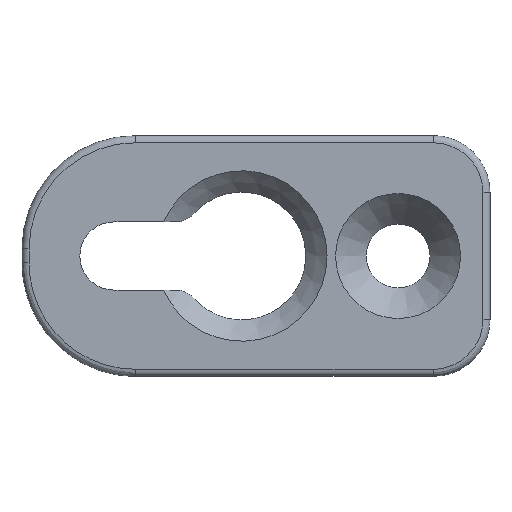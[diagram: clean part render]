
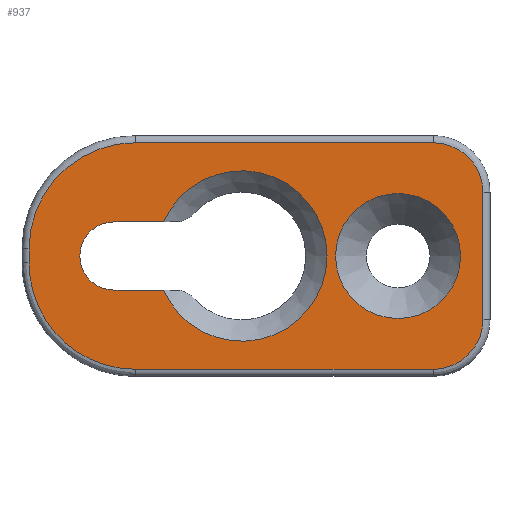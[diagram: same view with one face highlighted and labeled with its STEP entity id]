
A CAD part, front view. The second image highlights one B-rep face of the part: STEP entity #937.
In plain terms, the highlighted planar face has unit normal (0, -1, 0).
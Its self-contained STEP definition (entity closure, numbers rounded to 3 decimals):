
#27=FACE_BOUND('',#321,.T.);
#28=FACE_BOUND('',#322,.T.);
#71=ELLIPSE('',#1037,7.521,7.5);
#73=ELLIPSE('',#1042,3.51,3.5);
#75=ELLIPSE('',#1047,3.51,3.5);
#93=LINE('',#1428,#153);
#107=LINE('',#1528,#167);
#123=LINE('',#1674,#183);
#124=LINE('',#1714,#184);
#126=LINE('',#1749,#186);
#128=LINE('',#1782,#188);
#153=VECTOR('',#1111,10.);
#167=VECTOR('',#1163,10.);
#183=VECTOR('',#1245,10.);
#184=VECTOR('',#1256,10.);
#186=VECTOR('',#1268,10.);
#188=VECTOR('',#1278,10.);
#219=PLANE('',#1055);
#261=FACE_OUTER_BOUND('',#320,.T.);
#320=EDGE_LOOP('',(#791,#792,#793,#794,#795,#796,#797,#798));
#321=EDGE_LOOP('',(#799,#800,#801,#802));
#322=EDGE_LOOP('',(#803,#804));
#345=CIRCLE('',#980,6.);
#373=CIRCLE('',#1051,7.473);
#374=CIRCLE('',#1056,2.4);
#375=CIRCLE('',#1057,4.4);
#376=CIRCLE('',#1058,4.4);
#393=VERTEX_POINT('',#1394);
#395=VERTEX_POINT('',#1399);
#403=VERTEX_POINT('',#1426);
#430=VERTEX_POINT('',#1527);
#446=VERTEX_POINT('',#1670);
#447=VERTEX_POINT('',#1672);
#449=VERTEX_POINT('',#1706);
#451=VERTEX_POINT('',#1712);
#453=VERTEX_POINT('',#1742);
#454=VERTEX_POINT('',#1747);
#455=VERTEX_POINT('',#1776);
#456=VERTEX_POINT('',#1780);
#457=VERTEX_POINT('',#1793);
#458=VERTEX_POINT('',#1794);
#480=EDGE_CURVE('',#395,#393,#345,.T.);
#490=EDGE_CURVE('',#393,#403,#93,.T.);
#522=EDGE_CURVE('',#430,#395,#107,.T.);
#557=EDGE_CURVE('',#447,#446,#123,.T.);
#559=EDGE_CURVE('',#449,#447,#71,.T.);
#562=EDGE_CURVE('',#451,#449,#124,.T.);
#565=EDGE_CURVE('',#453,#451,#73,.T.);
#568=EDGE_CURVE('',#454,#453,#126,.T.);
#571=EDGE_CURVE('',#455,#454,#75,.T.);
#573=EDGE_CURVE('',#456,#455,#128,.T.);
#574=EDGE_CURVE('',#446,#456,#373,.T.);
#578=EDGE_CURVE('',#403,#430,#374,.T.);
#579=EDGE_CURVE('',#457,#458,#375,.T.);
#580=EDGE_CURVE('',#458,#457,#376,.T.);
#791=ORIENTED_EDGE('',*,*,#557,.F.);
#792=ORIENTED_EDGE('',*,*,#559,.F.);
#793=ORIENTED_EDGE('',*,*,#562,.F.);
#794=ORIENTED_EDGE('',*,*,#565,.F.);
#795=ORIENTED_EDGE('',*,*,#568,.F.);
#796=ORIENTED_EDGE('',*,*,#571,.F.);
#797=ORIENTED_EDGE('',*,*,#573,.F.);
#798=ORIENTED_EDGE('',*,*,#574,.F.);
#799=ORIENTED_EDGE('',*,*,#480,.T.);
#800=ORIENTED_EDGE('',*,*,#490,.T.);
#801=ORIENTED_EDGE('',*,*,#578,.T.);
#802=ORIENTED_EDGE('',*,*,#522,.T.);
#803=ORIENTED_EDGE('',*,*,#579,.T.);
#804=ORIENTED_EDGE('',*,*,#580,.T.);
#937=ADVANCED_FACE('',(#261,#27,#28),#219,.T.);
#980=AXIS2_PLACEMENT_3D('',#1400,#1100,#1101);
#1037=AXIS2_PLACEMENT_3D('',#1708,#1248,#1249);
#1042=AXIS2_PLACEMENT_3D('',#1744,#1260,#1261);
#1047=AXIS2_PLACEMENT_3D('',#1778,#1272,#1273);
#1051=AXIS2_PLACEMENT_3D('',#1784,#1281,#1282);
#1055=AXIS2_PLACEMENT_3D('',#1791,#1292,#1293);
#1056=AXIS2_PLACEMENT_3D('',#1792,#1294,#1295);
#1057=AXIS2_PLACEMENT_3D('',#1795,#1296,#1297);
#1058=AXIS2_PLACEMENT_3D('',#1796,#1298,#1299);
#1100=DIRECTION('center_axis',(0.,1.,0.));
#1101=DIRECTION('ref_axis',(1.,0.,0.));
#1111=DIRECTION('',(-1.,0.,0.));
#1163=DIRECTION('',(1.,0.,0.));
#1245=DIRECTION('',(0.,0.,1.));
#1248=DIRECTION('center_axis',(0.,1.,0.));
#1249=DIRECTION('ref_axis',(-0.707,0.,-0.707));
#1256=DIRECTION('',(-1.,0.,0.));
#1260=DIRECTION('center_axis',(0.,1.,0.));
#1261=DIRECTION('ref_axis',(0.707,0.,-0.707));
#1268=DIRECTION('',(0.,0.,-1.));
#1272=DIRECTION('center_axis',(0.,1.,0.));
#1273=DIRECTION('ref_axis',(0.707,0.,0.707));
#1278=DIRECTION('',(1.,0.,0.));
#1281=DIRECTION('center_axis',(0.,1.,0.));
#1282=DIRECTION('ref_axis',(-0.707,0.,0.707));
#1292=DIRECTION('center_axis',(0.,-1.,0.));
#1293=DIRECTION('ref_axis',(0.,0.,-1.));
#1294=DIRECTION('center_axis',(0.,1.,0.));
#1295=DIRECTION('ref_axis',(0.,0.,-1.));
#1296=DIRECTION('center_axis',(0.,1.,0.));
#1297=DIRECTION('ref_axis',(1.,0.,0.));
#1298=DIRECTION('center_axis',(0.,1.,0.));
#1299=DIRECTION('ref_axis',(1.,0.,0.));
#1394=CARTESIAN_POINT('',(-16.499,-4.5,-2.4));
#1399=CARTESIAN_POINT('',(-16.499,-4.5,2.4));
#1400=CARTESIAN_POINT('Origin',(-11.,-4.5,0.));
#1426=CARTESIAN_POINT('',(-20.,-4.5,-2.4));
#1428=CARTESIAN_POINT('',(-15.403,-4.5,-2.4));
#1527=CARTESIAN_POINT('',(-20.,-4.5,2.4));
#1528=CARTESIAN_POINT('',(-18.,-4.5,2.4));
#1670=CARTESIAN_POINT('',(-25.973,-4.5,0.5));
#1672=CARTESIAN_POINT('',(-25.973,-4.5,-0.483));
#1674=CARTESIAN_POINT('',(-25.973,-4.5,-4.25));
#1706=CARTESIAN_POINT('',(-18.483,-4.5,-7.973));
#1708=CARTESIAN_POINT('Origin',(-18.463,-4.5,-0.463));
#1712=CARTESIAN_POINT('',(2.478,-4.5,-7.973));
#1714=CARTESIAN_POINT('',(-3.25,-4.5,-7.973));
#1742=CARTESIAN_POINT('',(5.973,-4.5,-4.478));
#1744=CARTESIAN_POINT('Origin',(2.468,-4.5,-4.468));
#1747=CARTESIAN_POINT('',(5.973,-4.5,4.478));
#1749=CARTESIAN_POINT('',(5.973,-4.5,-4.25));
#1776=CARTESIAN_POINT('',(2.478,-4.5,7.973));
#1778=CARTESIAN_POINT('Origin',(2.468,-4.5,4.468));
#1780=CARTESIAN_POINT('',(-18.5,-4.5,7.973));
#1782=CARTESIAN_POINT('',(3.25,-4.5,7.973));
#1784=CARTESIAN_POINT('Origin',(-18.5,-4.5,0.5));
#1791=CARTESIAN_POINT('Origin',(0.,-4.5,0.));
#1792=CARTESIAN_POINT('Origin',(-20.,-4.5,0.));
#1793=CARTESIAN_POINT('',(4.4,-4.5,0.));
#1794=CARTESIAN_POINT('',(-4.4,-4.5,0.));
#1795=CARTESIAN_POINT('Origin',(0.,-4.5,0.));
#1796=CARTESIAN_POINT('Origin',(0.,-4.5,0.));
